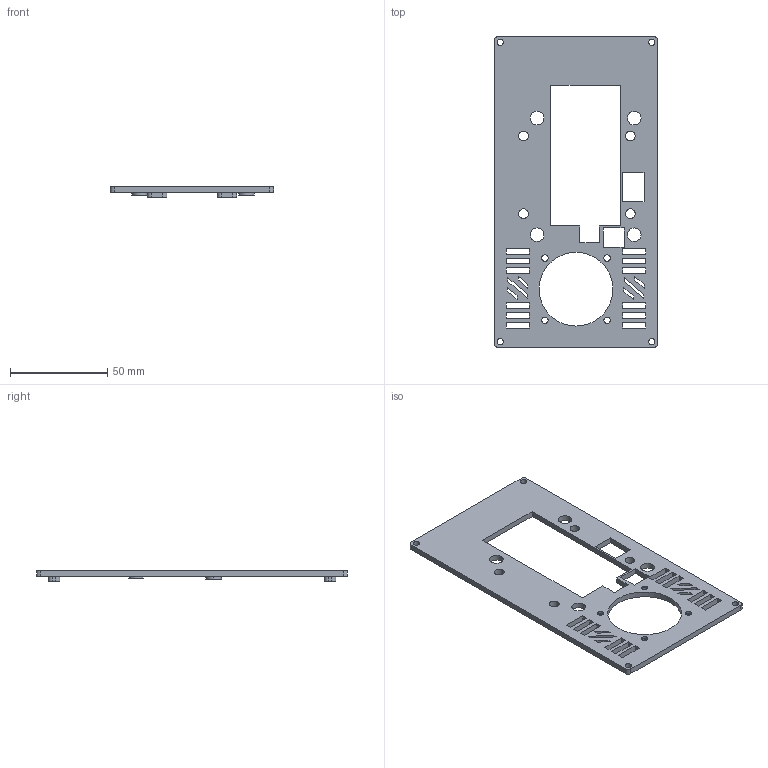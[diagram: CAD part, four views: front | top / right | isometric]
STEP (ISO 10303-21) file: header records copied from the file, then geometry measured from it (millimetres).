
FILE_DESCRIPTION (( 'STEP AP214' ), '1' );
FILE_NAME ('ºó¸Ç-voron_20250823.STEP', '2025-08-23T10:46:24', ( '' ), ( '' ), 'SwSTEP 2.0', 'SolidWorks 2018', '' );
FILE_SCHEMA (( 'AUTOMOTIVE_DESIGN' ));
Length unit declared in the file: millimetre
Products named in the file (1): 綴裔-voron_20250823
Bounding box: 84 x 160 x 5.5 mm (x, y, z)
Volume: 26083.6 mm3; surface area: 22564 mm2
Topology: 1 solids, 1 shells, 194 faces, 542 edges, 360 vertices
Faces by surface type: plane 124, cylinder 70
Entity records: 6426 total; most frequent: CARTESIAN_POINT 1097, ORIENTED_EDGE 1084, DIRECTION 1078, EDGE_CURVE 542, VECTOR 396, LINE 396, VERTEX_POINT 360, AXIS2_PLACEMENT_3D 341
